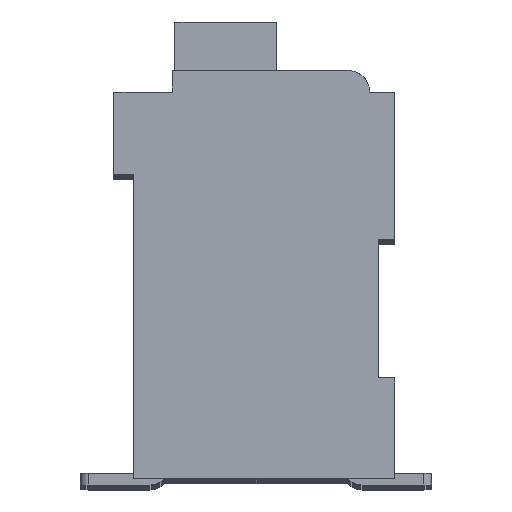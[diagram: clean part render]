
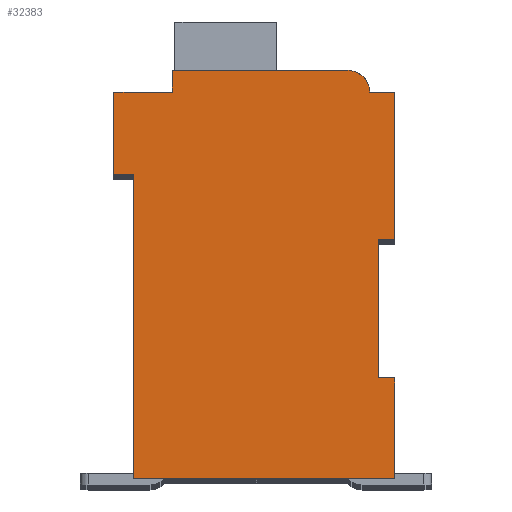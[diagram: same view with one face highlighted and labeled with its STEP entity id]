
A CAD part, top view. The second image highlights one B-rep face of the part: STEP entity #32383.
In plain terms, the highlighted planar face has unit normal (0, 0, 1).
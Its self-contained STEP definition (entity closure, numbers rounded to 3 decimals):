
#5126=DIRECTION('',(1.,0.,0.));
#5127=VECTOR('',#5126,0.5);
#5128=CARTESIAN_POINT('',(7.3,7.15,2.1));
#5129=LINE('',#5128,#5127);
#5130=DIRECTION('',(0.,1.,0.));
#5131=VECTOR('',#5130,4.15);
#5132=CARTESIAN_POINT('',(7.3,3.,2.1));
#5133=LINE('',#5132,#5131);
#5134=DIRECTION('',(-1.,0.,0.));
#5135=VECTOR('',#5134,0.5);
#5136=CARTESIAN_POINT('',(7.8,3.,2.1));
#5137=LINE('',#5136,#5135);
#5138=DIRECTION('',(0.,1.,0.));
#5139=VECTOR('',#5138,3.);
#5140=CARTESIAN_POINT('',(7.8,0.,2.1));
#5141=LINE('',#5140,#5139);
#5142=DIRECTION('',(1.,0.,0.));
#5143=VECTOR('',#5142,7.8);
#5144=CARTESIAN_POINT('',(0.,0.,2.1));
#5145=LINE('',#5144,#5143);
#5146=DIRECTION('',(0.,-1.,0.));
#5147=VECTOR('',#5146,9.1);
#5148=CARTESIAN_POINT('',(0.,9.1,2.1));
#5149=LINE('',#5148,#5147);
#5150=DIRECTION('',(1.,0.,0.));
#5151=VECTOR('',#5150,0.6);
#5152=CARTESIAN_POINT('',(-0.6,9.1,2.1));
#5153=LINE('',#5152,#5151);
#5154=DIRECTION('',(0.,-1.,0.));
#5155=VECTOR('',#5154,2.45);
#5156=CARTESIAN_POINT('',(-0.6,11.55,2.1));
#5157=LINE('',#5156,#5155);
#5158=DIRECTION('',(-1.,0.,0.));
#5159=VECTOR('',#5158,1.75);
#5160=CARTESIAN_POINT('',(1.15,11.55,2.1));
#5161=LINE('',#5160,#5159);
#5162=DIRECTION('',(0.,-1.,0.));
#5163=VECTOR('',#5162,0.65);
#5164=CARTESIAN_POINT('',(1.15,12.2,2.1));
#5165=LINE('',#5164,#5163);
#5166=DIRECTION('',(-1.,0.,0.));
#5167=VECTOR('',#5166,5.25);
#5168=CARTESIAN_POINT('',(6.4,12.2,2.1));
#5169=LINE('',#5168,#5167);
#5170=CARTESIAN_POINT('',(6.4,11.55,2.1));
#5171=DIRECTION('',(0.,0.,1.));
#5172=DIRECTION('',(1.,0.,0.));
#5173=AXIS2_PLACEMENT_3D('',#5170,#5171,#5172);
#5175=DIRECTION('',(-1.,0.,0.));
#5176=VECTOR('',#5175,0.75);
#5177=CARTESIAN_POINT('',(7.8,11.55,2.1));
#5178=LINE('',#5177,#5176);
#5179=DIRECTION('',(0.,1.,0.));
#5180=VECTOR('',#5179,4.4);
#5181=CARTESIAN_POINT('',(7.8,7.15,2.1));
#5182=LINE('',#5181,#5180);
#21463=CARTESIAN_POINT('',(7.3,7.15,2.1));
#21464=CARTESIAN_POINT('',(7.8,7.15,2.1));
#21465=VERTEX_POINT('',#21463);
#21466=VERTEX_POINT('',#21464);
#21467=CARTESIAN_POINT('',(7.8,11.55,2.1));
#21468=VERTEX_POINT('',#21467);
#21469=CARTESIAN_POINT('',(7.05,11.55,2.1));
#21470=VERTEX_POINT('',#21469);
#21471=CARTESIAN_POINT('',(6.4,12.2,2.1));
#21472=VERTEX_POINT('',#21471);
#21473=CARTESIAN_POINT('',(1.15,12.2,2.1));
#21474=VERTEX_POINT('',#21473);
#21475=CARTESIAN_POINT('',(1.15,11.55,2.1));
#21476=VERTEX_POINT('',#21475);
#21477=CARTESIAN_POINT('',(-0.6,11.55,2.1));
#21478=VERTEX_POINT('',#21477);
#21479=CARTESIAN_POINT('',(-0.6,9.1,2.1));
#21480=VERTEX_POINT('',#21479);
#21481=CARTESIAN_POINT('',(0.,9.1,2.1));
#21482=VERTEX_POINT('',#21481);
#21483=CARTESIAN_POINT('',(0.,0.,2.1));
#21484=VERTEX_POINT('',#21483);
#21485=CARTESIAN_POINT('',(7.8,0.,2.1));
#21486=VERTEX_POINT('',#21485);
#21487=CARTESIAN_POINT('',(7.8,3.,2.1));
#21488=VERTEX_POINT('',#21487);
#21489=CARTESIAN_POINT('',(7.3,3.,2.1));
#21490=VERTEX_POINT('',#21489);
#32359=CARTESIAN_POINT('',(0.,0.,2.1));
#32360=DIRECTION('',(0.,0.,1.));
#32361=DIRECTION('',(1.,0.,0.));
#32362=AXIS2_PLACEMENT_3D('',#32359,#32360,#32361);
#32363=PLANE('',#32362);
#32364=ORIENTED_EDGE('',*,*,#28160,.F.);
#32365=ORIENTED_EDGE('',*,*,#29212,.F.);
#32367=ORIENTED_EDGE('',*,*,#32366,.F.);
#32369=ORIENTED_EDGE('',*,*,#32368,.F.);
#32371=ORIENTED_EDGE('',*,*,#32370,.F.);
#32372=ORIENTED_EDGE('',*,*,#29584,.F.);
#32373=ORIENTED_EDGE('',*,*,#29792,.F.);
#32374=ORIENTED_EDGE('',*,*,#30171,.F.);
#32375=ORIENTED_EDGE('',*,*,#30555,.F.);
#32376=ORIENTED_EDGE('',*,*,#30624,.F.);
#32377=ORIENTED_EDGE('',*,*,#31171,.F.);
#32378=ORIENTED_EDGE('',*,*,#32007,.F.);
#32379=ORIENTED_EDGE('',*,*,#31799,.F.);
#32380=ORIENTED_EDGE('',*,*,#28728,.F.);
#32381=EDGE_LOOP('',(#32364,#32365,#32367,#32369,#32371,#32372,#32373,#32374,
#32375,#32376,#32377,#32378,#32379,#32380));
#32382=FACE_OUTER_BOUND('',#32381,.F.);
#5174=CIRCLE('',#5173,0.65);
#28160=EDGE_CURVE('',#21465,#21466,#5129,.T.);
#28728=EDGE_CURVE('',#21466,#21468,#5182,.T.);
#29212=EDGE_CURVE('',#21490,#21465,#5133,.T.);
#29584=EDGE_CURVE('',#21482,#21484,#5149,.T.);
#29792=EDGE_CURVE('',#21480,#21482,#5153,.T.);
#30171=EDGE_CURVE('',#21478,#21480,#5157,.T.);
#30555=EDGE_CURVE('',#21476,#21478,#5161,.T.);
#30624=EDGE_CURVE('',#21474,#21476,#5165,.T.);
#31171=EDGE_CURVE('',#21472,#21474,#5169,.T.);
#31799=EDGE_CURVE('',#21468,#21470,#5178,.T.);
#32007=EDGE_CURVE('',#21470,#21472,#5174,.T.);
#32366=EDGE_CURVE('',#21488,#21490,#5137,.T.);
#32368=EDGE_CURVE('',#21486,#21488,#5141,.T.);
#32370=EDGE_CURVE('',#21484,#21486,#5145,.T.);
#32383=ADVANCED_FACE('',(#32382),#32363,.T.);
